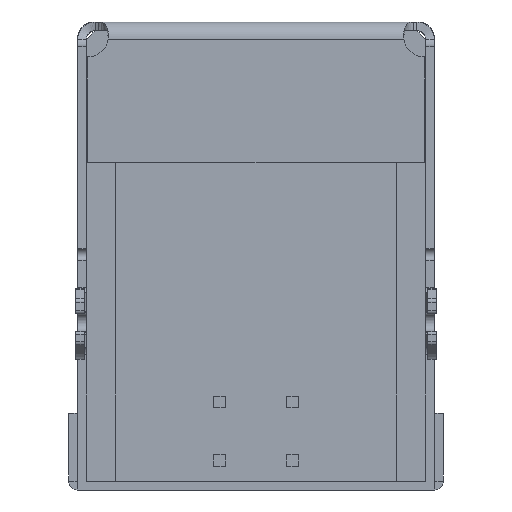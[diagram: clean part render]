
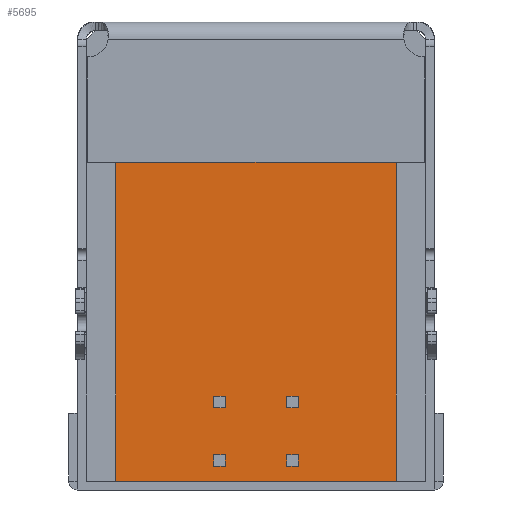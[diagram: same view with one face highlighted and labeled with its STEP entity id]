
A CAD part, front view. The second image highlights one B-rep face of the part: STEP entity #5695.
In plain terms, the highlighted planar face has unit normal (0, -1, 0).
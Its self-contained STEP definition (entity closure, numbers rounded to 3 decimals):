
#75 = VECTOR ( 'NONE', #11516, 1000. ) ;
#295 = ORIENTED_EDGE ( 'NONE', *, *, #1031, .F. ) ;
#298 = DIRECTION ( 'NONE',  ( 0., 0., -1. ) ) ;
#467 = LINE ( 'NONE', #8055, #10991 ) ;
#680 = ORIENTED_EDGE ( 'NONE', *, *, #12313, .F. ) ;
#736 = DIRECTION ( 'NONE',  ( 1., 0., 0. ) ) ;
#1031 = EDGE_CURVE ( 'NONE', #11523, #11775, #467, .T. ) ;
#1241 = EDGE_LOOP ( 'NONE', ( #12928, #295, #2705, #680 ) ) ;
#2074 = DIRECTION ( 'NONE',  ( 0., 0., 1. ) ) ;
#2299 = CARTESIAN_POINT ( 'NONE',  ( 4.8, -5.5, -4.8 ) ) ;
#2658 = VECTOR ( 'NONE', #5241, 1000. ) ;
#2705 = ORIENTED_EDGE ( 'NONE', *, *, #4481, .F. ) ;
#3398 = EDGE_CURVE ( 'NONE', #5418, #11775, #5991, .T. ) ;
#3519 = DIRECTION ( 'NONE',  ( 0., -1., 0. ) ) ;
#3537 = VERTEX_POINT ( 'NONE', #4461 ) ;
#4214 = VECTOR ( 'NONE', #2074, 1000. ) ;
#4461 = CARTESIAN_POINT ( 'NONE',  ( -4.8, -5.5, -15.7 ) ) ;
#4481 = EDGE_CURVE ( 'NONE', #3537, #11523, #12770, .T. ) ;
#4689 = CARTESIAN_POINT ( 'NONE',  ( 4.8, -5.5, -15.7 ) ) ;
#5229 = CARTESIAN_POINT ( 'NONE',  ( -4.8, -5.5, -15.7 ) ) ;
#5241 = DIRECTION ( 'NONE',  ( -1., 0., 0. ) ) ;
#5418 = VERTEX_POINT ( 'NONE', #4689 ) ;
#5491 = PLANE ( 'NONE',  #9766 ) ;
#5695 = ADVANCED_FACE ( 'NONE', ( #10302 ), #5491, .T. ) ;
#5991 = LINE ( 'NONE', #9392, #75 ) ;
#6007 = CARTESIAN_POINT ( 'NONE',  ( -4.8, -5.5, -4.8 ) ) ;
#6900 = LINE ( 'NONE', #10495, #2658 ) ;
#8055 = CARTESIAN_POINT ( 'NONE',  ( 0., -5.5, -4.8 ) ) ;
#8831 = CARTESIAN_POINT ( 'NONE',  ( 0., -5.5, 0. ) ) ;
#9392 = CARTESIAN_POINT ( 'NONE',  ( 4.8, -5.5, -15.7 ) ) ;
#9766 = AXIS2_PLACEMENT_3D ( 'NONE', #8831, #3519, #298 ) ;
#10302 = FACE_OUTER_BOUND ( 'NONE', #1241, .T. ) ;
#10495 = CARTESIAN_POINT ( 'NONE',  ( 5.8, -5.5, -15.7 ) ) ;
#10991 = VECTOR ( 'NONE', #736, 1000. ) ;
#11516 = DIRECTION ( 'NONE',  ( 0., 0., 1. ) ) ;
#11523 = VERTEX_POINT ( 'NONE', #6007 ) ;
#11775 = VERTEX_POINT ( 'NONE', #2299 ) ;
#12313 = EDGE_CURVE ( 'NONE', #5418, #3537, #6900, .T. ) ;
#12770 = LINE ( 'NONE', #5229, #4214 ) ;
#12928 = ORIENTED_EDGE ( 'NONE', *, *, #3398, .T. ) ;
